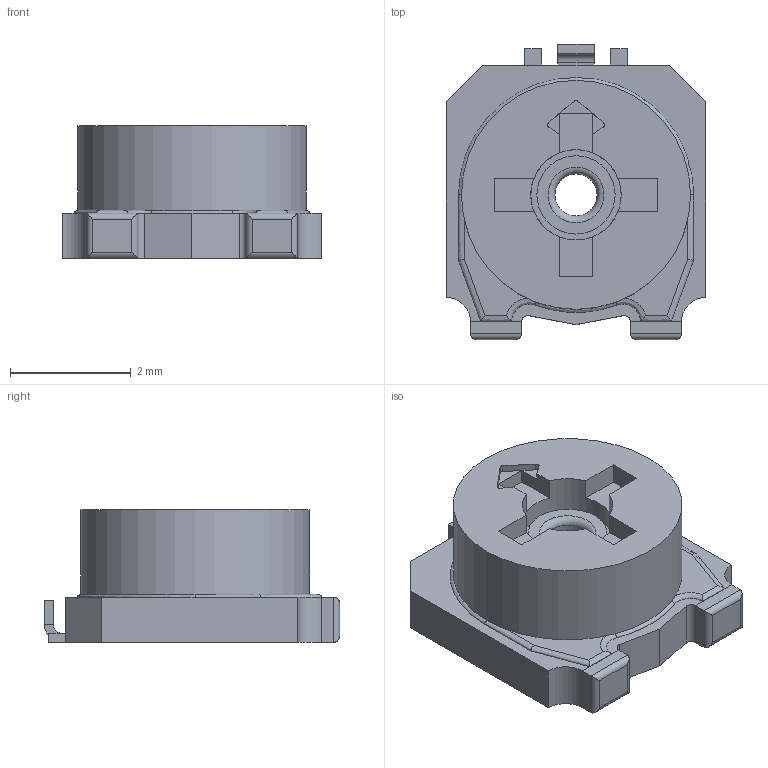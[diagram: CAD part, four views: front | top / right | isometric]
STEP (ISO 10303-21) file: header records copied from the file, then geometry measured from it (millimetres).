
FILE_DESCRIPTION(('STEP AP214'), '1');
FILE_NAME('PVM4', '2018-08-05T15:48:57', ('Nobody'), (''), 'ASCON STEP Converter 1.3', 'ASCON Math Kernel', '');
FILE_SCHEMA(('AUTOMOTIVE_DESIGN { 1 0 10303 214 3 1 1}'));
Length unit declared in the file: millimetre
Bounding box: 4.3 x 4.9 x 2.2 mm (x, y, z)
Volume: 27.9 mm3; surface area: 145.1 mm2
Topology: 6 solids, 6 shells, 124 faces, 313 edges, 207 vertices
Faces by surface type: plane 81, cylinder 30, bspline 11, torus 2
Full cylindrical faces by diameter (mm): 0.7 x1, 1 x3, 1.3 x1, 1.5 x1, 3.8 x1
Entity records: 5052 total; most frequent: CARTESIAN_POINT 1058, ORIENTED_EDGE 582, DIRECTION 577, EDGE_CURVE 291, LINE 221, VECTOR 221, VERTEX_POINT 192, AXIS2_PLACEMENT_3D 178
